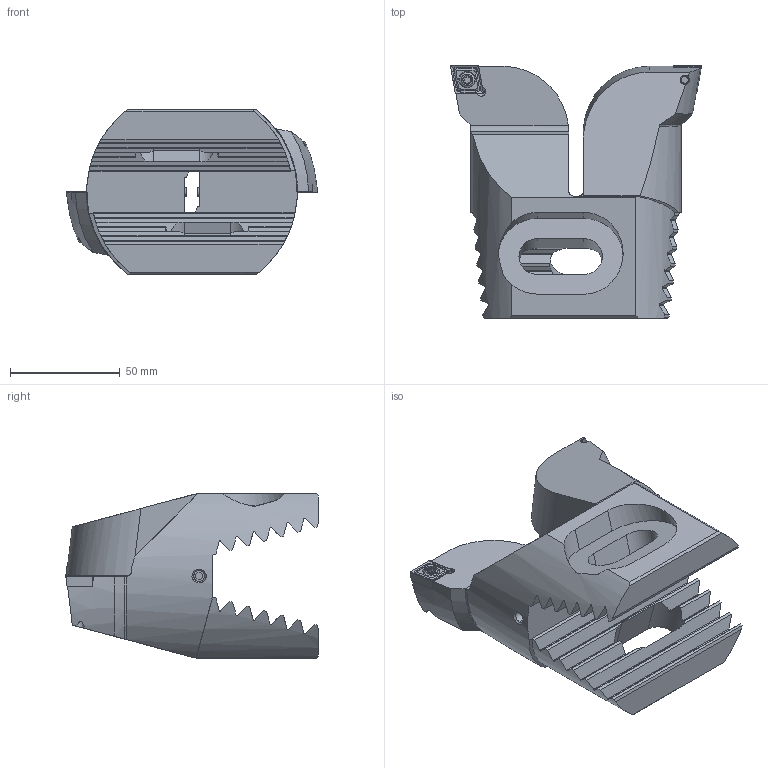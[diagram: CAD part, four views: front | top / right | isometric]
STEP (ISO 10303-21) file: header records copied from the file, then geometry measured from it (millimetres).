
FILE_DESCRIPTION (( 'STEP AP214' ), '1' );
FILE_NAME ('D14.090.115.012.STEP', '2015-10-05T08:06:01', ( 'SWIAdmin' ), ( 'Hewlett-Packard Company' ), 'SwSTEP 2.0', 'SolidWorks 2015', '' );
FILE_SCHEMA (( 'AUTOMOTIVE_DESIGN' ));
Length unit declared in the file: millimetre
Products named in the file (5): CCMT120404; Z94-ER3.001.040; WCC-ER2.001.010_A; Z94-WCC.001.067_A; D14.090.115.012
Assembly tree (8 placements, depth 2):
  D14.090.115.012
    Z94-WCC.001.067_A  x2
    WCC-ER2.001.010_A  x2
    Z94-ER3.001.040  x2
    CCMT120404  x2
Bounding box: 114.5 x 115.15 x 75 mm (x, y, z)
Volume: 339073.3 mm3; surface area: 64149.9 mm2
Topology: 8 solids, 8 shells, 414 faces, 1112 edges, 696 vertices
Faces by surface type: plane 164, cylinder 136, cone 72, bspline 24, torus 18
Entity records: 7565 total; most frequent: CARTESIAN_POINT 2053, ORIENTED_EDGE 1088, DIRECTION 916, EDGE_CURVE 544, VERTEX_POINT 348, AXIS2_PLACEMENT_3D 337, VECTOR 242, LINE 242
